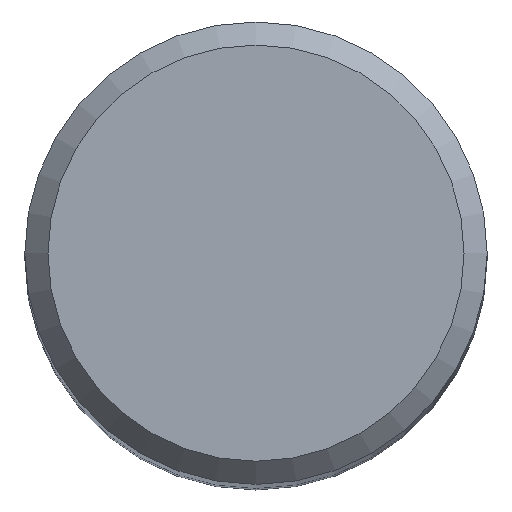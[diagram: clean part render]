
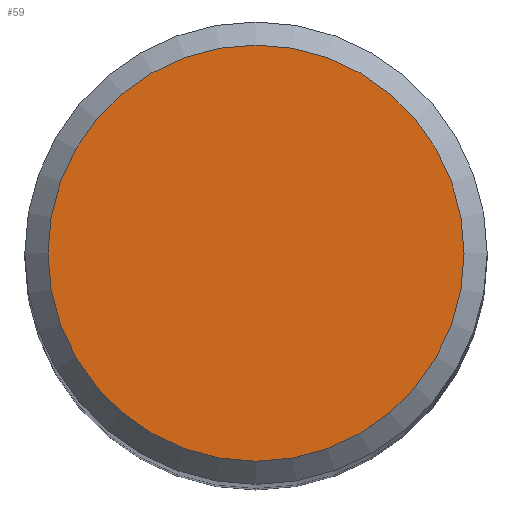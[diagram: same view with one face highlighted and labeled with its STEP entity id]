
A CAD part, top view. The second image highlights one B-rep face of the part: STEP entity #59.
In plain terms, the highlighted planar face has unit normal (0, 0, 1).
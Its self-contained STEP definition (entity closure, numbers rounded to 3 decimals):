
#36 = EDGE_CURVE ( 'NONE', #129, #129, #86, .T. ) ;
#37 = DIRECTION ( 'NONE',  ( 0., 1., 0. ) ) ;
#58 = CARTESIAN_POINT ( 'NONE',  ( 0., 0., 70. ) ) ;
#59 = ADVANCED_FACE ( 'NONE', ( #74 ), #139, .F. ) ;
#60 = CARTESIAN_POINT ( 'NONE',  ( 0., 0., 70. ) ) ;
#67 = EDGE_LOOP ( 'NONE', ( #85 ) ) ;
#74 = FACE_OUTER_BOUND ( 'NONE', #67, .T. ) ;
#85 = ORIENTED_EDGE ( 'NONE', *, *, #36, .F. ) ;
#86 = CIRCLE ( 'NONE', #213, 4.5 ) ;
#93 = CARTESIAN_POINT ( 'NONE',  ( 0., 4.5, 70. ) ) ;
#129 = VERTEX_POINT ( 'NONE', #93 ) ;
#139 = PLANE ( 'NONE',  #196 ) ;
#160 = DIRECTION ( 'NONE',  ( 0., 0., -1. ) ) ;
#165 = DIRECTION ( 'NONE',  ( 0., 0., -1. ) ) ;
#196 = AXIS2_PLACEMENT_3D ( 'NONE', #60, #165, #216 ) ;
#213 = AXIS2_PLACEMENT_3D ( 'NONE', #58, #160, #37 ) ;
#216 = DIRECTION ( 'NONE',  ( 0., 1., 0. ) ) ;
